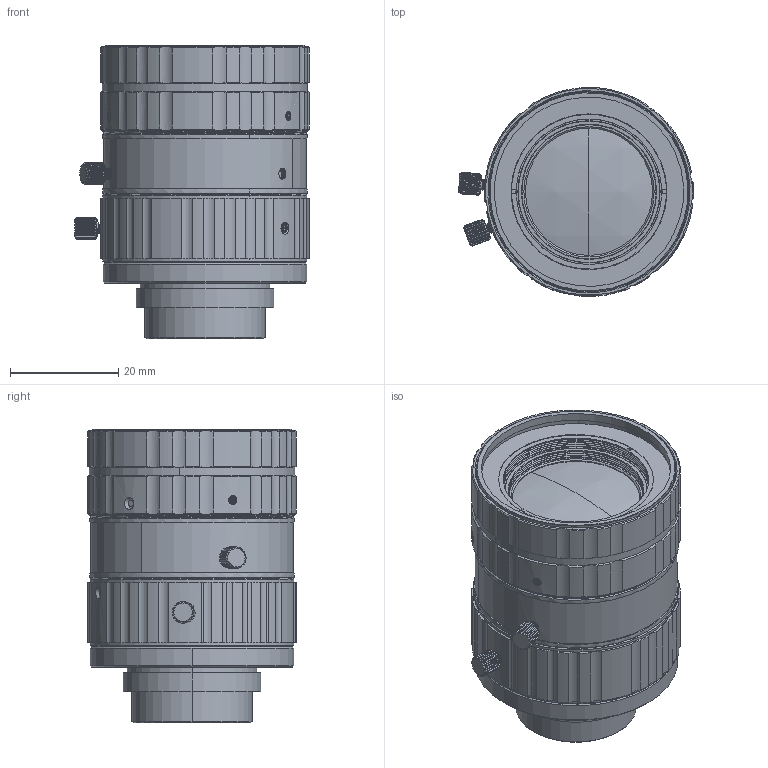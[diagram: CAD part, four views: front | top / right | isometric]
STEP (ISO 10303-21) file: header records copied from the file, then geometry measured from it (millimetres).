
FILE_DESCRIPTION (( 'STEP AP203' ), '1' );
FILE_NAME ('600065.STEP', '2022-02-14T03:00:06', ( '' ), ( '' ), 'SwSTEP 2.0', 'SolidWorks 2020', '' );
FILE_SCHEMA (( 'CONFIG_CONTROL_DESIGN' ));
Products named in the file (1): 600065
Bounding box: 43.4 x 38.59 x 54.3 mm (x, y, z)
Volume: 49828 mm3; surface area: 14909.6 mm2
Topology: 12 solids, 13 shells, 1331 faces, 3524 edges, 2272 vertices
Faces by surface type: cylinder 689, plane 307, cone 247, bspline 63, torus 15, sphere 10
Entity records: 69063 total; most frequent: CARTESIAN_POINT 38518, ORIENTED_EDGE 7048, DIRECTION 5419, EDGE_CURVE 3524, VERTEX_POINT 2272, AXIS2_PLACEMENT_3D 2147, B_SPLINE_CURVE_WITH_KNOTS 1460, EDGE_LOOP 1390
